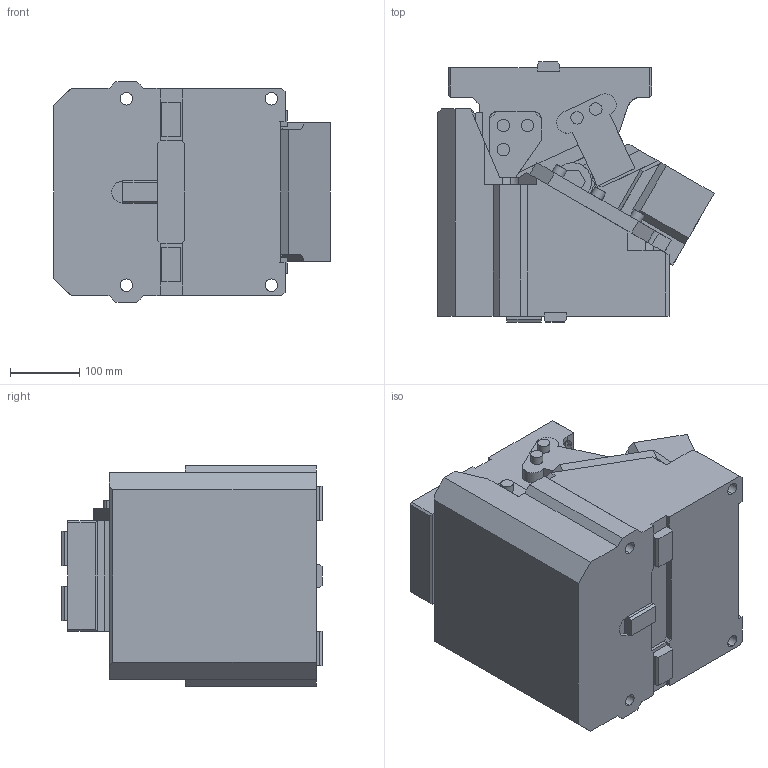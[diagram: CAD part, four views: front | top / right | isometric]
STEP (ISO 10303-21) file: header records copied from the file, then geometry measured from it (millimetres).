
FILE_DESCRIPTION(('CATIA V5 STEP Exchange'),'2;1');
FILE_NAME('CDCP_200_30_60.stp','2016-09-28T10:56:03+00:00',('none'),('none'),'CATIA Version 5 Release 20 GA (IN-10)','CATIA V5 STEP AP203','none');
FILE_SCHEMA(('CONFIG_CONTROL_DESIGN'));
Length unit declared in the file: millimetre
Products named in the file (1): CDCP-200-30-60
Bounding box: 400.35 x 377 x 320 mm (x, y, z)
Volume: 24895127.2 mm3; surface area: 1175456.4 mm2
Topology: 3 solids, 3 shells, 533 faces, 1436 edges, 938 vertices
Faces by surface type: plane 418, cylinder 115
Entity records: 17329 total; most frequent: CARTESIAN_POINT 4177, ORIENTED_EDGE 2872, DIRECTION 2364, EDGE_CURVE 1436, VECTOR 1184, LINE 1184, VERTEX_POINT 938, AXIS2_PLACEMENT_3D 676
